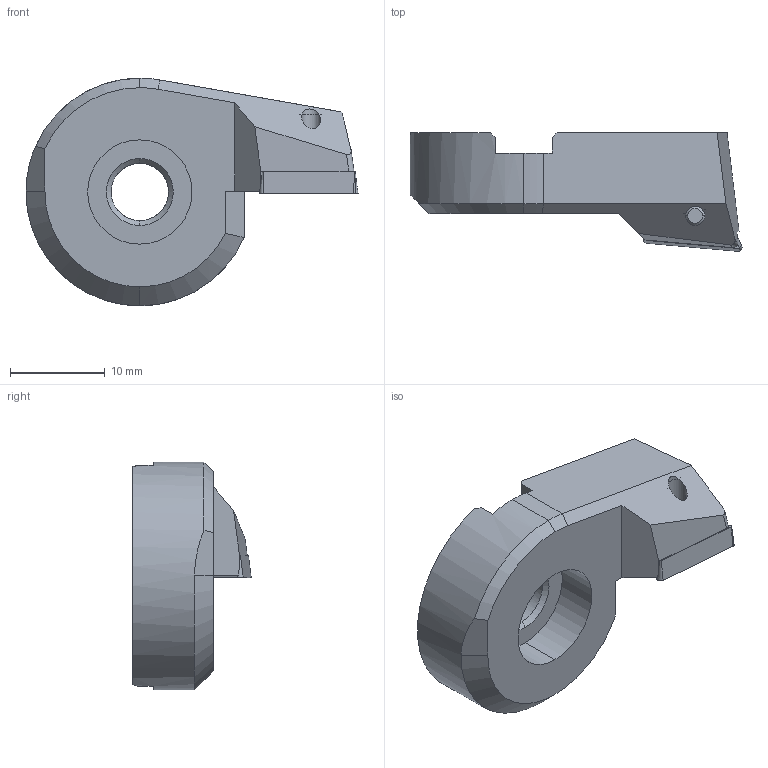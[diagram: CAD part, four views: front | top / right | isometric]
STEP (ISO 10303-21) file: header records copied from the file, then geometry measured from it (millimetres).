
FILE_DESCRIPTION(('no description'),'unknown implementation level');
FILE_NAME('BA819F15-60DE-464B-8DFB-21176409E2C9_export.stp',' ',('CIMSOURCE GmbH'),('CADClick - KiM GmbH - www.kimweb.de'),'unknown preprocess','ACIS','unknown authorization');
FILE_SCHEMA(('automotive_design'));
Length unit declared in the file: millimetre
Products named in the file (3): 689.189 Kaiser ENH 71 TC11 25�|694.122 Kaiser ETL M2.5x6.5 T7 IP 10S_309.301;Kreismuster1; 689.189 Kaiser ENH 71 TC11 25�|655.383 Kaiser TCGT 110204 K10C;Kombinieren1; 689.189 Kaiser ENH 71 TC11 25�|689.189 Kaiser ENH 71 TC11 25�;Schnitt-Linear austragen9
Bounding box: 35 x 12.48 x 24 mm (x, y, z)
Volume: 4048.2 mm3; surface area: 2413.8 mm2
Topology: 3 solids, 3 shells, 108 faces, 276 edges, 175 vertices
Faces by surface type: plane 41, cylinder 38, cone 25, torus 4
Entity records: 6499 total; most frequent: CARTESIAN_POINT 626, DIRECTION 598, STYLED_ITEM 562, PRESENTATION_STYLE_ASSIGNMENT 562, COLOUR_RGB 562, ORIENTED_EDGE 552, EDGE_CURVE 276, CURVE_STYLE 276
